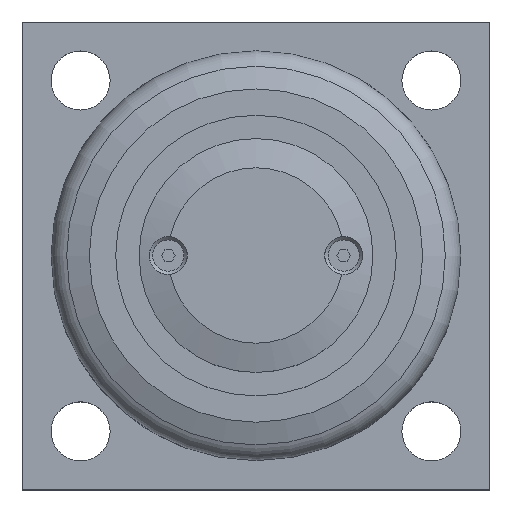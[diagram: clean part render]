
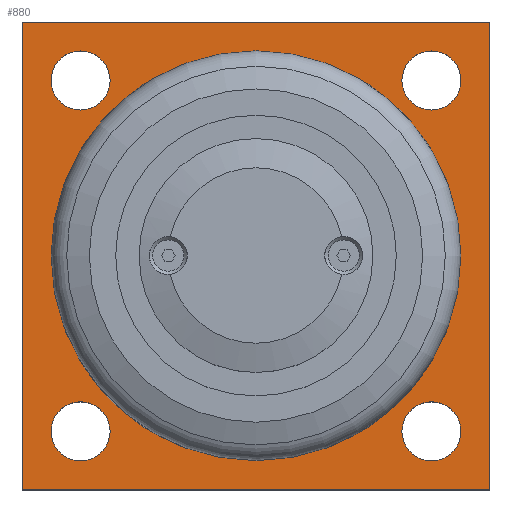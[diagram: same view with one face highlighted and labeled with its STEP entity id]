
A CAD part, top view. The second image highlights one B-rep face of the part: STEP entity #880.
In plain terms, the highlighted planar face has unit normal (0, 0, 1).
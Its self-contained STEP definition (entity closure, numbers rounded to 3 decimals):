
#34=FACE_BOUND('',#130,.T.);
#35=FACE_BOUND('',#131,.T.);
#36=FACE_BOUND('',#132,.T.);
#37=FACE_BOUND('',#133,.T.);
#38=FACE_BOUND('',#134,.T.);
#50=PLANE('',#952);
#79=FACE_OUTER_BOUND('',#129,.T.);
#129=EDGE_LOOP('',(#614,#615,#616,#617));
#130=EDGE_LOOP('',(#618));
#131=EDGE_LOOP('',(#619,#620));
#132=EDGE_LOOP('',(#621,#622));
#133=EDGE_LOOP('',(#623,#624));
#134=EDGE_LOOP('',(#625,#626));
#195=LINE('',#1355,#262);
#196=LINE('',#1357,#263);
#197=LINE('',#1359,#264);
#198=LINE('',#1360,#265);
#262=VECTOR('',#1069,10.);
#263=VECTOR('',#1070,10.);
#264=VECTOR('',#1071,10.);
#265=VECTOR('',#1072,10.);
#330=CIRCLE('',#953,23.5);
#331=CIRCLE('',#954,5.053);
#332=CIRCLE('',#955,5.053);
#333=CIRCLE('',#956,5.053);
#334=CIRCLE('',#957,5.053);
#335=CIRCLE('',#958,5.053);
#336=CIRCLE('',#959,5.053);
#337=CIRCLE('',#960,5.053);
#338=CIRCLE('',#961,5.053);
#390=VERTEX_POINT('',#1353);
#391=VERTEX_POINT('',#1354);
#392=VERTEX_POINT('',#1356);
#393=VERTEX_POINT('',#1358);
#394=VERTEX_POINT('',#1361);
#395=VERTEX_POINT('',#1363);
#396=VERTEX_POINT('',#1364);
#397=VERTEX_POINT('',#1367);
#398=VERTEX_POINT('',#1368);
#399=VERTEX_POINT('',#1371);
#400=VERTEX_POINT('',#1372);
#401=VERTEX_POINT('',#1375);
#402=VERTEX_POINT('',#1376);
#482=EDGE_CURVE('',#390,#391,#195,.T.);
#483=EDGE_CURVE('',#392,#390,#196,.T.);
#484=EDGE_CURVE('',#393,#392,#197,.T.);
#485=EDGE_CURVE('',#391,#393,#198,.T.);
#486=EDGE_CURVE('',#394,#394,#330,.T.);
#487=EDGE_CURVE('',#395,#396,#331,.T.);
#488=EDGE_CURVE('',#396,#395,#332,.T.);
#489=EDGE_CURVE('',#397,#398,#333,.T.);
#490=EDGE_CURVE('',#398,#397,#334,.T.);
#491=EDGE_CURVE('',#399,#400,#335,.T.);
#492=EDGE_CURVE('',#400,#399,#336,.T.);
#493=EDGE_CURVE('',#401,#402,#337,.T.);
#494=EDGE_CURVE('',#402,#401,#338,.T.);
#614=ORIENTED_EDGE('',*,*,#482,.F.);
#615=ORIENTED_EDGE('',*,*,#483,.F.);
#616=ORIENTED_EDGE('',*,*,#484,.F.);
#617=ORIENTED_EDGE('',*,*,#485,.F.);
#618=ORIENTED_EDGE('',*,*,#486,.T.);
#619=ORIENTED_EDGE('',*,*,#487,.T.);
#620=ORIENTED_EDGE('',*,*,#488,.T.);
#621=ORIENTED_EDGE('',*,*,#489,.T.);
#622=ORIENTED_EDGE('',*,*,#490,.T.);
#623=ORIENTED_EDGE('',*,*,#491,.T.);
#624=ORIENTED_EDGE('',*,*,#492,.T.);
#625=ORIENTED_EDGE('',*,*,#493,.T.);
#626=ORIENTED_EDGE('',*,*,#494,.T.);
#880=ADVANCED_FACE('',(#79,#34,#35,#36,#37,#38),#50,.T.);
#952=AXIS2_PLACEMENT_3D('',#1352,#1067,#1068);
#953=AXIS2_PLACEMENT_3D('',#1362,#1073,#1074);
#954=AXIS2_PLACEMENT_3D('',#1365,#1075,#1076);
#955=AXIS2_PLACEMENT_3D('',#1366,#1077,#1078);
#956=AXIS2_PLACEMENT_3D('',#1369,#1079,#1080);
#957=AXIS2_PLACEMENT_3D('',#1370,#1081,#1082);
#958=AXIS2_PLACEMENT_3D('',#1373,#1083,#1084);
#959=AXIS2_PLACEMENT_3D('',#1374,#1085,#1086);
#960=AXIS2_PLACEMENT_3D('',#1377,#1087,#1088);
#961=AXIS2_PLACEMENT_3D('',#1378,#1089,#1090);
#1067=DIRECTION('center_axis',(0.,0.,1.));
#1068=DIRECTION('ref_axis',(1.,0.,0.));
#1069=DIRECTION('',(0.,1.,0.));
#1070=DIRECTION('',(-1.,0.,0.));
#1071=DIRECTION('',(0.,-1.,0.));
#1072=DIRECTION('',(1.,0.,0.));
#1073=DIRECTION('center_axis',(0.,0.,-1.));
#1074=DIRECTION('ref_axis',(-1.,0.,0.));
#1075=DIRECTION('center_axis',(0.,0.,-1.));
#1076=DIRECTION('ref_axis',(1.,0.,0.));
#1077=DIRECTION('center_axis',(0.,0.,-1.));
#1078=DIRECTION('ref_axis',(1.,0.,0.));
#1079=DIRECTION('center_axis',(0.,0.,-1.));
#1080=DIRECTION('ref_axis',(1.,0.,0.));
#1081=DIRECTION('center_axis',(0.,0.,-1.));
#1082=DIRECTION('ref_axis',(1.,0.,0.));
#1083=DIRECTION('center_axis',(0.,0.,-1.));
#1084=DIRECTION('ref_axis',(1.,0.,0.));
#1085=DIRECTION('center_axis',(0.,0.,-1.));
#1086=DIRECTION('ref_axis',(1.,0.,0.));
#1087=DIRECTION('center_axis',(0.,0.,-1.));
#1088=DIRECTION('ref_axis',(1.,0.,0.));
#1089=DIRECTION('center_axis',(0.,0.,-1.));
#1090=DIRECTION('ref_axis',(1.,0.,0.));
#1352=CARTESIAN_POINT('Origin',(40.,40.,15.));
#1353=CARTESIAN_POINT('',(0.,0.,15.));
#1354=CARTESIAN_POINT('',(0.,80.,15.));
#1355=CARTESIAN_POINT('',(0.,80.,15.));
#1356=CARTESIAN_POINT('',(80.,0.,15.));
#1357=CARTESIAN_POINT('',(0.,0.,15.));
#1358=CARTESIAN_POINT('',(80.,80.,15.));
#1359=CARTESIAN_POINT('',(80.,0.,15.));
#1360=CARTESIAN_POINT('',(80.,80.,15.));
#1361=CARTESIAN_POINT('',(63.5,40.,15.));
#1362=CARTESIAN_POINT('Origin',(40.,40.,15.));
#1363=CARTESIAN_POINT('',(15.053,10.,15.));
#1364=CARTESIAN_POINT('',(4.947,10.,15.));
#1365=CARTESIAN_POINT('Origin',(10.,10.,15.));
#1366=CARTESIAN_POINT('Origin',(10.,10.,15.));
#1367=CARTESIAN_POINT('',(75.053,10.,15.));
#1368=CARTESIAN_POINT('',(64.947,10.,15.));
#1369=CARTESIAN_POINT('Origin',(70.,10.,15.));
#1370=CARTESIAN_POINT('Origin',(70.,10.,15.));
#1371=CARTESIAN_POINT('',(75.053,70.,15.));
#1372=CARTESIAN_POINT('',(64.947,70.,15.));
#1373=CARTESIAN_POINT('Origin',(70.,70.,15.));
#1374=CARTESIAN_POINT('Origin',(70.,70.,15.));
#1375=CARTESIAN_POINT('',(15.053,70.,15.));
#1376=CARTESIAN_POINT('',(4.947,70.,15.));
#1377=CARTESIAN_POINT('Origin',(10.,70.,15.));
#1378=CARTESIAN_POINT('Origin',(10.,70.,15.));
